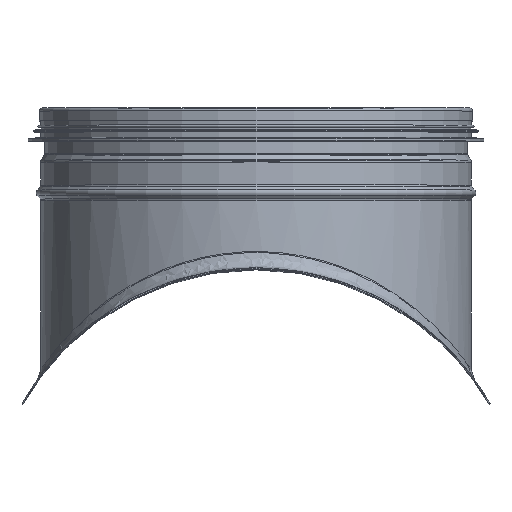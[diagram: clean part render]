
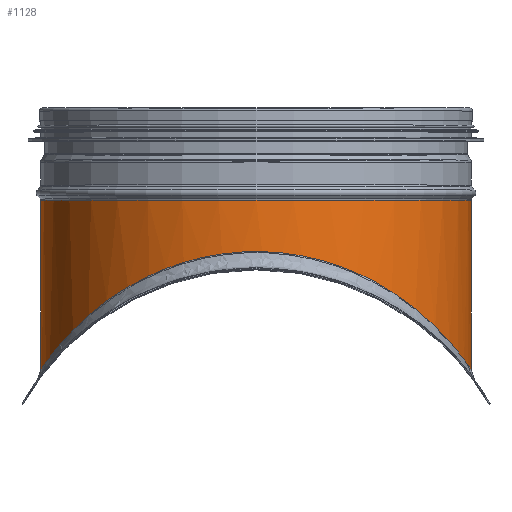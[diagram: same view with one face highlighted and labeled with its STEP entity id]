
A CAD part, top view. The second image highlights one B-rep face of the part: STEP entity #1128.
In plain terms, the highlighted cylindrical face has radius 98.975 mm (diameter 197.95 mm), a full revolution.
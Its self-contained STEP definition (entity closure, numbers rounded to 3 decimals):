
#833=CARTESIAN_POINT('',(-98.975,77.086,0.));
#834=VERTEX_POINT('',#833);
#842=CARTESIAN_POINT('',(-98.975,77.085,0.));
#843=CARTESIAN_POINT('',(-98.975,77.085,-3.931));
#844=CARTESIAN_POINT('',(-98.503,77.792,-11.793));
#845=CARTESIAN_POINT('',(-95.769,81.733,-26.918));
#846=CARTESIAN_POINT('',(-89.464,89.954,-44.084));
#847=CARTESIAN_POINT('',(-78.179,101.573,-61.889));
#848=CARTESIAN_POINT('',(-63.37,113.032,-77.027));
#849=CARTESIAN_POINT('',(-45.076,122.904,-89.054));
#850=CARTESIAN_POINT('',(-23.583,129.783,-97.069));
#851=CARTESIAN_POINT('',(-0.004,132.285,-99.931));
#852=CARTESIAN_POINT('',(26.221,129.507,-96.751));
#853=CARTESIAN_POINT('',(52.012,120.198,-85.907));
#854=CARTESIAN_POINT('',(74.081,105.577,-67.586));
#855=CARTESIAN_POINT('',(87.304,92.376,-48.286));
#856=CARTESIAN_POINT('',(94.572,83.352,-30.415));
#857=CARTESIAN_POINT('',(98.126,78.372,-15.72));
#858=CARTESIAN_POINT('',(99.401,76.437,0.001));
#859=CARTESIAN_POINT('',(98.126,78.372,15.721));
#860=CARTESIAN_POINT('',(94.572,83.354,30.414));
#861=CARTESIAN_POINT('',(87.303,92.376,48.288));
#862=CARTESIAN_POINT('',(74.077,105.585,67.589));
#863=CARTESIAN_POINT('',(52.009,120.196,85.907));
#864=CARTESIAN_POINT('',(28.561,128.66,95.763));
#865=CARTESIAN_POINT('',(7.899,131.536,99.077));
#866=CARTESIAN_POINT('',(-7.908,131.541,99.078));
#867=CARTESIAN_POINT('',(-23.386,129.372,96.59));
#868=CARTESIAN_POINT('',(-42.828,123.914,90.226));
#869=CARTESIAN_POINT('',(-61.739,114.303,78.702));
#870=CARTESIAN_POINT('',(-78.175,101.572,61.889));
#871=CARTESIAN_POINT('',(-89.467,89.954,44.083));
#872=CARTESIAN_POINT('',(-95.768,81.733,26.918));
#873=CARTESIAN_POINT('',(-98.504,77.792,11.794));
#874=CARTESIAN_POINT('',(-98.975,77.085,3.931));
#875=CARTESIAN_POINT('',(-98.975,77.085,0.));
#876=B_SPLINE_CURVE_WITH_KNOTS('',3,(#842,#843,#844,#845,#846,#847,#848,#849,#850,#851,#852,#853,#854,#855,#856,#857,#858,#859,#860,#861,#862,#863,#864,#865,#866,#867,#868,#869,#870,#871,#872,#873,#874,#875),.UNSPECIFIED.,.T.,.U.,(4,1,1,1,1,1,1,1,1,1,1,1,1,1,1,1,1,1,1,1,1,1,1,1,1,1,1,1,1,1,1,4),(0.0,1.141,2.283,4.565,6.848,9.13,11.413,13.696,15.978,18.261,21.304,24.348,27.391,28.913,30.435,31.957,33.478,35.,36.522,39.565,42.609,45.652,47.174,48.696,50.218,51.739,54.783,57.066,59.348,61.631,62.772,63.913),.UNSPECIFIED.);
#877=EDGE_CURVE('',#834,#834,#876,.T.);
#1109=CARTESIAN_POINT('',(0.,114.85,0.0));
#1110=DIRECTION('',(0.,1.0,0.0));
#1111=DIRECTION('',(-1.0,0.0,0.0));
#1112=AXIS2_PLACEMENT_3D('',#1109,#1110,#1111);
#1113=CYLINDRICAL_SURFACE('',#1112,98.975);
#1114=CARTESIAN_POINT('',(-98.975,155.1,0.0));
#1115=VERTEX_POINT('',#1114);
#1116=CARTESIAN_POINT('',(0.,155.1,0.0));
#1117=DIRECTION('',(0.0,1.0,0.0));
#1118=DIRECTION('',(-1.0,0.0,0.0));
#1119=AXIS2_PLACEMENT_3D('',#1116,#1117,#1118);
#1120=CIRCLE('',#1119,98.975);
#1121=EDGE_CURVE('',#1115,#1115,#1120,.T.);
#1122=ORIENTED_EDGE('',*,*,#1121,.F.);
#1123=EDGE_LOOP('',(#1122));
#1124=FACE_OUTER_BOUND('',#1123,.T.);
#1125=ORIENTED_EDGE('',*,*,#877,.F.);
#1126=EDGE_LOOP('',(#1125));
#1127=FACE_BOUND('',#1126,.T.);
#1128=ADVANCED_FACE('',(#1124,#1127),#1113,.T.);
